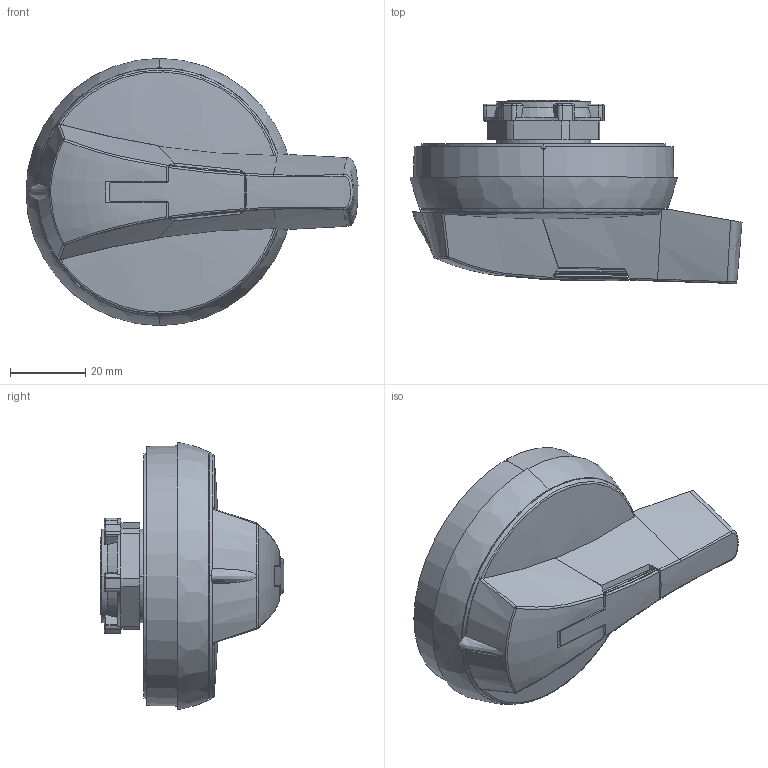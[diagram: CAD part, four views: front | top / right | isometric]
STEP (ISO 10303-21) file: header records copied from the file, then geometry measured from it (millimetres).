
FILE_DESCRIPTION (( 'STEP AP214' ), '1' );
FILE_NAME ('14930111.step', '2016-05-09T12:17:59', ( '' ), ( '' ), 'SwSTEP 2.0', 'SolidWorks 2015', '' );
FILE_SCHEMA (( 'AUTOMOTIVE_DESIGN' ));
Length unit declared in the file: inch
Products named in the file (1): 14930111
Bounding box: 88.31 x 48.9 x 71.11 mm (x, y, z)
Volume: 56892.8 mm3; surface area: 60040.9 mm2
Topology: 6 solids, 6 shells, 2107 faces, 5283 edges, 3208 vertices
Faces by surface type: bspline 1106, plane 458, cylinder 370, cone 153, torus 20
Entity records: 151369 total; most frequent: CARTESIAN_POINT 82700, ORIENTED_EDGE 10520, DIRECTION 5959, EDGE_CURVE 5260, VERTEX_POINT 3208, AXIS2_PLACEMENT_3D 2291, B_SPLINE_CURVE_WITH_KNOTS 2240, EDGE_LOOP 2196
